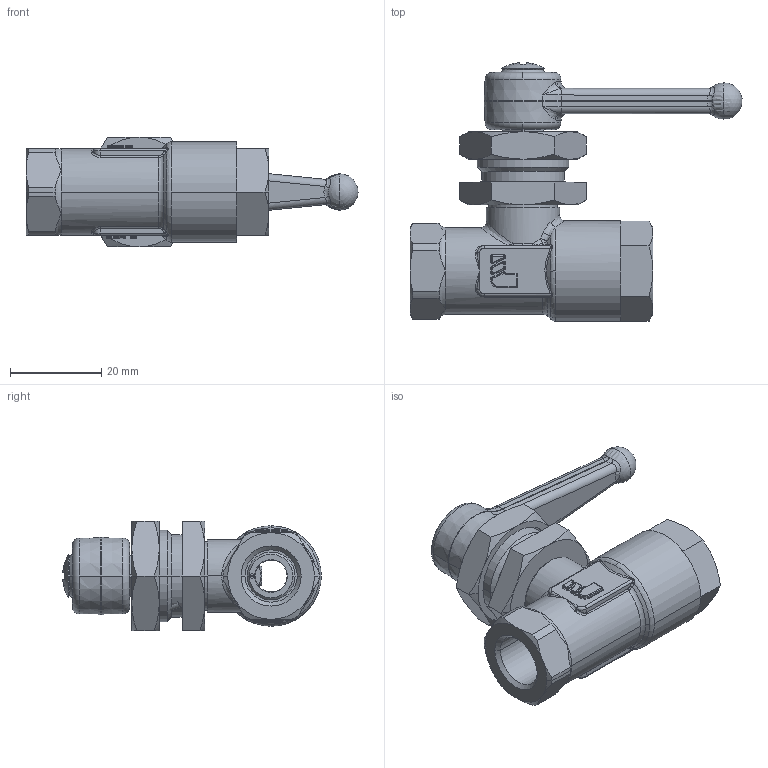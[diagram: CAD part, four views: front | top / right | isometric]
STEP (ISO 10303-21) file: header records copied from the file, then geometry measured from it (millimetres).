
FILE_DESCRIPTION(('STEP AP214'),'1');
FILE_NAME('0446_07_13.stp','2016-07-07T14:23:51',('TraceParts'),('TraceParts S.A.'),'Spatial InterOp 3D',' ',' ');
FILE_SCHEMA(('automotive_design'));
Length unit declared in the file: millimetre
Products named in the file (15): 0446-07-13_asm|30911-220:1#30911-220;30911-220; 0446-07-13_asm|30917-01:1#30917-01;30917-01; 0446-07-13_asm|30917-01:2#30917-01;30917-01; 0446-07-13_asm|30916-77:1#30916-77;30916-77; 0446-07-13_asm|30912A85:1#30912A85;30912A85; 0446-07-13_asm|30933-93:1#30933-93;30933-93; 0446-07-13_asm|22766_ASM_DAL13-5:1#22766_ASM_DAL13-5;22766_ASM_DAL13-5; 0446-07-13_asm|22766_ASM_DAL13-5:2#22766_ASM_DAL13-5;22766_ASM_DAL13-5; 0446-07-13_asm|29014-REN_ASM_5_8-27_2-8:1#29014-REN_ASM_5_8-27_2-8;29014-REN_ASM_5_8-27_2-8; 0446-07-13_asm|22780:1#22780;22780; 0446-07-13_asm|34627-85:1#34627-85;34627-85; 0446-07-13_asm|23232:1#23232;23232; 0446-07-13_asm|31303-52:1#31303-52;31303-52; 0446-07-13_asm|22973:1#22973;22973; 0446-07-13_asm|23072:1#23072;23072
Bounding box: 72.72 x 56.64 x 24 mm (x, y, z)
Volume: 25362.8 mm3; surface area: 18712.6 mm2
Topology: 15 solids, 15 shells, 883 faces, 2103 edges, 1252 vertices
Faces by surface type: cylinder 258, plane 242, torus 124, cone 110, bspline 82, sphere 67
Entity records: 38025 total; most frequent: CARTESIAN_POINT 10398, DIRECTION 4508, ORIENTED_EDGE 4150, EDGE_CURVE 2075, AXIS2_PLACEMENT_3D 1852, VERTEX_POINT 1251, CIRCLE 1008, EDGE_LOOP 940
